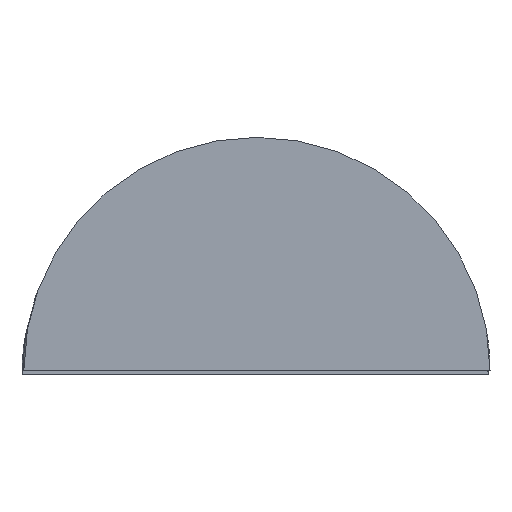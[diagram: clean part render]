
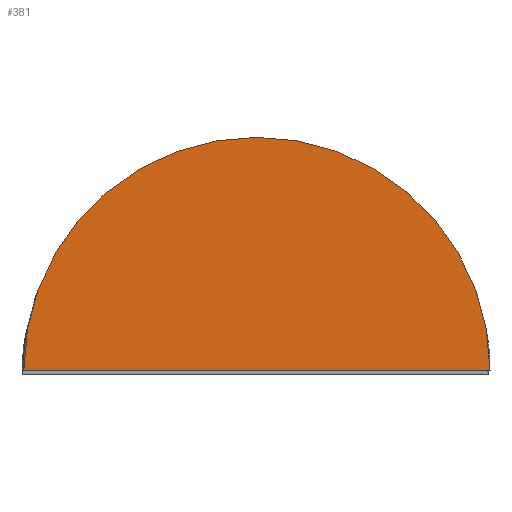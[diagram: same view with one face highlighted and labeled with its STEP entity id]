
A CAD part, left-side view. The second image highlights one B-rep face of the part: STEP entity #381.
In plain terms, the highlighted planar face has unit normal (-1, 0, 0).
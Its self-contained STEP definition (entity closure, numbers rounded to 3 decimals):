
#36=PLANE('',#430);
#58=FACE_OUTER_BOUND('',#81,.T.);
#81=EDGE_LOOP('',(#353,#354));
#109=LINE('',#632,#146);
#146=VECTOR('',#500,10.);
#167=CIRCLE('',#429,10.802);
#194=VERTEX_POINT('',#629);
#195=VERTEX_POINT('',#631);
#237=EDGE_CURVE('',#195,#194,#109,.T.);
#252=EDGE_CURVE('',#195,#194,#167,.T.);
#353=ORIENTED_EDGE('',*,*,#237,.T.);
#354=ORIENTED_EDGE('',*,*,#252,.F.);
#381=ADVANCED_FACE('',(#58),#36,.F.);
#429=AXIS2_PLACEMENT_3D('',#683,#534,#535);
#430=AXIS2_PLACEMENT_3D('',#684,#536,#537);
#500=DIRECTION('',(0.,-1.,0.));
#534=DIRECTION('center_axis',(1.,0.,0.));
#535=DIRECTION('ref_axis',(0.,0.,-1.));
#536=DIRECTION('center_axis',(1.,0.,0.));
#537=DIRECTION('ref_axis',(0.,0.,-1.));
#629=CARTESIAN_POINT('',(-21.593,-9.917,0.198));
#631=CARTESIAN_POINT('',(-21.593,11.687,0.198));
#632=CARTESIAN_POINT('',(-21.593,0.885,0.198));
#683=CARTESIAN_POINT('Origin',(-21.593,0.885,0.198));
#684=CARTESIAN_POINT('Origin',(-21.593,0.885,0.198));
